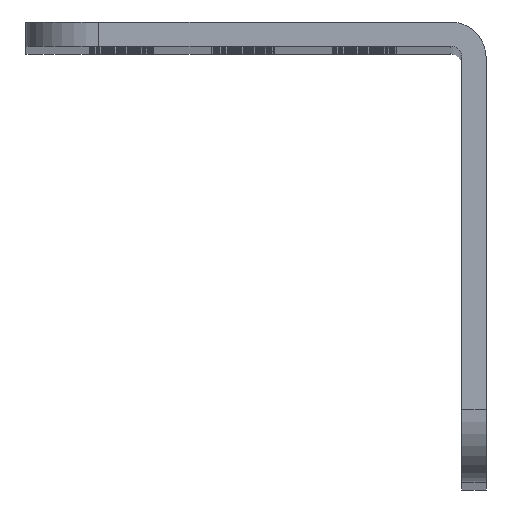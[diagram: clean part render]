
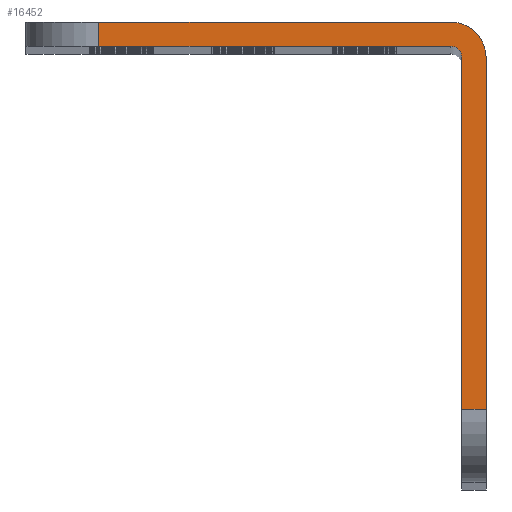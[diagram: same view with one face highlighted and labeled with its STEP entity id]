
A CAD part, top view. The second image highlights one B-rep face of the part: STEP entity #16452.
In plain terms, the highlighted planar face has unit normal (0, 0, 1).
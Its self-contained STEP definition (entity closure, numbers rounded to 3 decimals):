
#111 = VERTEX_POINT ( 'NONE', #2747 ) ;
#188 = EDGE_CURVE ( 'NONE', #15072, #9971, #13094, .T. ) ;
#539 = CARTESIAN_POINT ( 'NONE',  ( 4.858, 22.261, 392. ) ) ;
#1193 = EDGE_CURVE ( 'NONE', #12732, #7919, #12898, .T. ) ;
#1476 = DIRECTION ( 'NONE',  ( 0., 1., 0. ) ) ;
#1835 = CARTESIAN_POINT ( 'NONE',  ( 4.122, 22.998, 392. ) ) ;
#1916 = EDGE_LOOP ( 'NONE', ( #16212, #8178, #6787, #12616, #5945, #8634, #14430, #2009 ) ) ;
#1995 = CARTESIAN_POINT ( 'NONE',  ( 4.122, 22.261, 392. ) ) ;
#2009 = ORIENTED_EDGE ( 'NONE', *, *, #4974, .F. ) ;
#2149 = VERTEX_POINT ( 'NONE', #2459 ) ;
#2459 = CARTESIAN_POINT ( 'NONE',  ( -19.042, 24.598, 392. ) ) ;
#2497 = CARTESIAN_POINT ( 'NONE',  ( -19.042, 22.261, 392. ) ) ;
#2582 = CIRCLE ( 'NONE', #2843, 2.337 ) ;
#2630 = EDGE_CURVE ( 'NONE', #14129, #7919, #2582, .T. ) ;
#2716 = CARTESIAN_POINT ( 'NONE',  ( 6.458, -0.902, 392. ) ) ;
#2739 = DIRECTION ( 'NONE',  ( 0., -1., 0. ) ) ;
#2747 = CARTESIAN_POINT ( 'NONE',  ( 4.858, -0.902, 392. ) ) ;
#2843 = AXIS2_PLACEMENT_3D ( 'NONE', #5574, #8216, #4292 ) ;
#4292 = DIRECTION ( 'NONE',  ( -1., 0., 0. ) ) ;
#4304 = DIRECTION ( 'NONE',  ( 1., 0., 0. ) ) ;
#4337 = CARTESIAN_POINT ( 'NONE',  ( 6.458, 22.261, 392. ) ) ;
#4501 = LINE ( 'NONE', #15852, #9988 ) ;
#4872 = DIRECTION ( 'NONE',  ( -1., 0., 0. ) ) ;
#4974 = EDGE_CURVE ( 'NONE', #12732, #111, #4501, .T. ) ;
#5409 = EDGE_CURVE ( 'NONE', #14550, #15072, #13514, .T. ) ;
#5434 = VECTOR ( 'NONE', #11436, 1000. ) ;
#5555 = CARTESIAN_POINT ( 'NONE',  ( 4.122, 22.998, 392. ) ) ;
#5574 = CARTESIAN_POINT ( 'NONE',  ( 4.122, 22.261, 392. ) ) ;
#5787 = DIRECTION ( 'NONE',  ( -1., 0., 0. ) ) ;
#5945 = ORIENTED_EDGE ( 'NONE', *, *, #5409, .T. ) ;
#6174 = VECTOR ( 'NONE', #4304, 1000. ) ;
#6182 = CARTESIAN_POINT ( 'NONE',  ( 4.122, 22.998, 392. ) ) ;
#6499 = CARTESIAN_POINT ( 'NONE',  ( -23.842, 24.598, 392. ) ) ;
#6759 = EDGE_CURVE ( 'NONE', #2149, #14129, #9075, .T. ) ;
#6787 = ORIENTED_EDGE ( 'NONE', *, *, #6759, .F. ) ;
#7919 = VERTEX_POINT ( 'NONE', #4337 ) ;
#7951 = AXIS2_PLACEMENT_3D ( 'NONE', #6182, #12821, #10352 ) ;
#8178 = ORIENTED_EDGE ( 'NONE', *, *, #2630, .F. ) ;
#8216 = DIRECTION ( 'NONE',  ( 0., 0., -1. ) ) ;
#8634 = ORIENTED_EDGE ( 'NONE', *, *, #188, .T. ) ;
#9075 = LINE ( 'NONE', #6499, #10065 ) ;
#9078 = PLANE ( 'NONE',  #7951 ) ;
#9329 = CARTESIAN_POINT ( 'NONE',  ( 6.458, 22.998, 392. ) ) ;
#9971 = VERTEX_POINT ( 'NONE', #539 ) ;
#9988 = VECTOR ( 'NONE', #5787, 1000. ) ;
#10065 = VECTOR ( 'NONE', #14269, 1000. ) ;
#10078 = EDGE_CURVE ( 'NONE', #2149, #14550, #12723, .T. ) ;
#10352 = DIRECTION ( 'NONE',  ( 1., 0., 0. ) ) ;
#11436 = DIRECTION ( 'NONE',  ( 0., -1., 0. ) ) ;
#11732 = VECTOR ( 'NONE', #2739, 1000. ) ;
#11903 = CARTESIAN_POINT ( 'NONE',  ( -19.042, 22.998, 392. ) ) ;
#12616 = ORIENTED_EDGE ( 'NONE', *, *, #10078, .T. ) ;
#12723 = LINE ( 'NONE', #2497, #5434 ) ;
#12732 = VERTEX_POINT ( 'NONE', #2716 ) ;
#12821 = DIRECTION ( 'NONE',  ( 0., 0., 1. ) ) ;
#12832 = AXIS2_PLACEMENT_3D ( 'NONE', #1995, #13747, #4872 ) ;
#12898 = LINE ( 'NONE', #9329, #13034 ) ;
#13034 = VECTOR ( 'NONE', #1476, 1000. ) ;
#13094 = CIRCLE ( 'NONE', #12832, 0.737 ) ;
#13514 = LINE ( 'NONE', #1835, #6174 ) ;
#13590 = EDGE_CURVE ( 'NONE', #9971, #111, #16814, .T. ) ;
#13747 = DIRECTION ( 'NONE',  ( 0., 0., -1. ) ) ;
#14076 = CARTESIAN_POINT ( 'NONE',  ( 4.858, 22.998, 392. ) ) ;
#14129 = VERTEX_POINT ( 'NONE', #14746 ) ;
#14269 = DIRECTION ( 'NONE',  ( 1., 0., 0. ) ) ;
#14430 = ORIENTED_EDGE ( 'NONE', *, *, #13590, .T. ) ;
#14550 = VERTEX_POINT ( 'NONE', #11903 ) ;
#14746 = CARTESIAN_POINT ( 'NONE',  ( 4.122, 24.598, 392. ) ) ;
#15072 = VERTEX_POINT ( 'NONE', #5555 ) ;
#15852 = CARTESIAN_POINT ( 'NONE',  ( 4.122, -0.902, 392. ) ) ;
#16212 = ORIENTED_EDGE ( 'NONE', *, *, #1193, .T. ) ;
#16452 = ADVANCED_FACE ( 'NONE', ( #16584 ), #9078, .T. ) ;
#16584 = FACE_OUTER_BOUND ( 'NONE', #1916, .T. ) ;
#16814 = LINE ( 'NONE', #14076, #11732 ) ;
